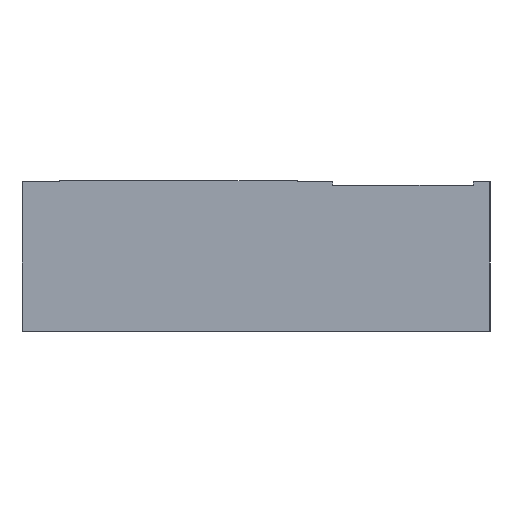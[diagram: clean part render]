
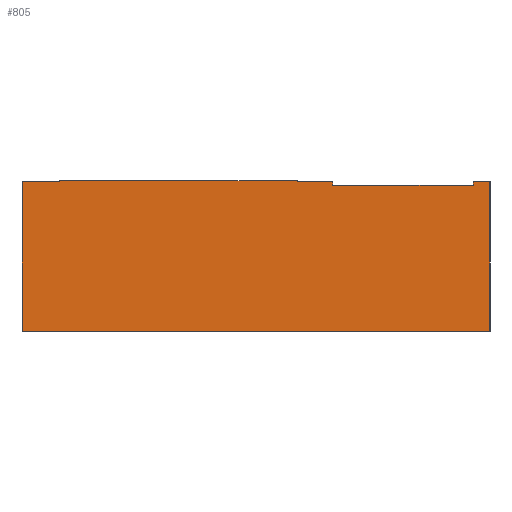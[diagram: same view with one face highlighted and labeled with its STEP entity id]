
A CAD part, left-side view. The second image highlights one B-rep face of the part: STEP entity #805.
In plain terms, the highlighted planar face has unit normal (-1, 0, 0).
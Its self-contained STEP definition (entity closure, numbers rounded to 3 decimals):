
#45=DIRECTION('',(0.,-1.,0.));
#46=VECTOR('',#45,2.);
#47=CARTESIAN_POINT('',(0.,0.,-0.05));
#48=LINE('',#47,#46);
#53=DIRECTION('',(0.,0.,1.));
#54=VECTOR('',#53,0.05);
#55=CARTESIAN_POINT('',(0.,-2.,-0.05));
#56=LINE('',#55,#54);
#60=DIRECTION('',(0.,-1.,0.));
#61=VECTOR('',#60,12.7);
#62=CARTESIAN_POINT('',(0.,-2.,0.));
#63=LINE('',#62,#61);
#67=DIRECTION('',(0.,0.,-1.));
#68=VECTOR('',#67,0.05);
#69=CARTESIAN_POINT('',(0.,-14.7,0.));
#70=LINE('',#69,#68);
#74=DIRECTION('',(0.,-1.,0.));
#75=VECTOR('',#74,1.9);
#76=CARTESIAN_POINT('',(0.,-14.7,-0.05));
#77=LINE('',#76,#75);
#81=DIRECTION('',(0.,0.,-1.));
#82=VECTOR('',#81,0.2);
#83=CARTESIAN_POINT('',(0.,-16.6,-0.05));
#84=LINE('',#83,#82);
#88=DIRECTION('',(0.,-1.,0.));
#89=VECTOR('',#88,7.5);
#90=CARTESIAN_POINT('',(0.,-16.6,-0.25));
#91=LINE('',#90,#89);
#95=DIRECTION('',(0.,0.,1.));
#96=VECTOR('',#95,0.2);
#97=CARTESIAN_POINT('',(0.,-24.1,-0.25));
#98=LINE('',#97,#96);
#102=DIRECTION('',(0.,-1.,0.));
#103=VECTOR('',#102,0.9);
#104=CARTESIAN_POINT('',(0.,-24.1,-0.05));
#105=LINE('',#104,#103);
#109=DIRECTION('',(0.,0.,-1.));
#110=VECTOR('',#109,8.);
#111=CARTESIAN_POINT('',(0.,-25.,-0.05));
#112=LINE('',#111,#110);
#116=DIRECTION('',(0.,1.,0.));
#117=VECTOR('',#116,25.);
#118=CARTESIAN_POINT('',(0.,-25.,-8.05));
#119=LINE('',#118,#117);
#123=DIRECTION('',(0.,0.,1.));
#124=VECTOR('',#123,8.);
#125=CARTESIAN_POINT('',(0.,0.,-8.05));
#126=LINE('',#125,#124);
#662=CARTESIAN_POINT('',(0.,0.,-8.05));
#663=CARTESIAN_POINT('',(0.,0.,-0.05));
#664=VERTEX_POINT('',#662);
#665=VERTEX_POINT('',#663);
#666=CARTESIAN_POINT('',(0.,-25.,-8.05));
#667=VERTEX_POINT('',#666);
#668=CARTESIAN_POINT('',(0.,-25.,-0.05));
#669=VERTEX_POINT('',#668);
#670=CARTESIAN_POINT('',(0.,-16.6,-0.05));
#671=CARTESIAN_POINT('',(0.,-16.6,-0.25));
#672=VERTEX_POINT('',#670);
#673=VERTEX_POINT('',#671);
#674=CARTESIAN_POINT('',(0.,-24.1,-0.25));
#675=VERTEX_POINT('',#674);
#676=CARTESIAN_POINT('',(0.,-24.1,-0.05));
#677=VERTEX_POINT('',#676);
#694=CARTESIAN_POINT('',(0.,-2.,0.));
#695=CARTESIAN_POINT('',(0.,-14.7,0.));
#696=VERTEX_POINT('',#694);
#697=VERTEX_POINT('',#695);
#702=CARTESIAN_POINT('',(0.,-14.7,-0.05));
#704=VERTEX_POINT('',#702);
#706=CARTESIAN_POINT('',(0.,-2.,-0.05));
#708=VERTEX_POINT('',#706);
#774=CARTESIAN_POINT('',(0.,0.,0.));
#775=DIRECTION('',(1.,0.,0.));
#776=DIRECTION('',(0.,1.,0.));
#777=AXIS2_PLACEMENT_3D('',#774,#775,#776);
#778=PLANE('',#777);
#780=ORIENTED_EDGE('',*,*,#779,.T.);
#782=ORIENTED_EDGE('',*,*,#781,.T.);
#784=ORIENTED_EDGE('',*,*,#783,.T.);
#786=ORIENTED_EDGE('',*,*,#785,.T.);
#788=ORIENTED_EDGE('',*,*,#787,.T.);
#790=ORIENTED_EDGE('',*,*,#789,.T.);
#792=ORIENTED_EDGE('',*,*,#791,.T.);
#794=ORIENTED_EDGE('',*,*,#793,.T.);
#796=ORIENTED_EDGE('',*,*,#795,.T.);
#798=ORIENTED_EDGE('',*,*,#797,.T.);
#800=ORIENTED_EDGE('',*,*,#799,.T.);
#802=ORIENTED_EDGE('',*,*,#801,.T.);
#803=EDGE_LOOP('',(#780,#782,#784,#786,#788,#790,#792,#794,#796,#798,#800,
#802));
#804=FACE_OUTER_BOUND('',#803,.F.);
#779=EDGE_CURVE('',#665,#708,#48,.T.);
#781=EDGE_CURVE('',#708,#696,#56,.T.);
#783=EDGE_CURVE('',#696,#697,#63,.T.);
#785=EDGE_CURVE('',#697,#704,#70,.T.);
#787=EDGE_CURVE('',#704,#672,#77,.T.);
#789=EDGE_CURVE('',#672,#673,#84,.T.);
#791=EDGE_CURVE('',#673,#675,#91,.T.);
#793=EDGE_CURVE('',#675,#677,#98,.T.);
#795=EDGE_CURVE('',#677,#669,#105,.T.);
#797=EDGE_CURVE('',#669,#667,#112,.T.);
#799=EDGE_CURVE('',#667,#664,#119,.T.);
#801=EDGE_CURVE('',#664,#665,#126,.T.);
#805=ADVANCED_FACE('',(#804),#778,.F.);
